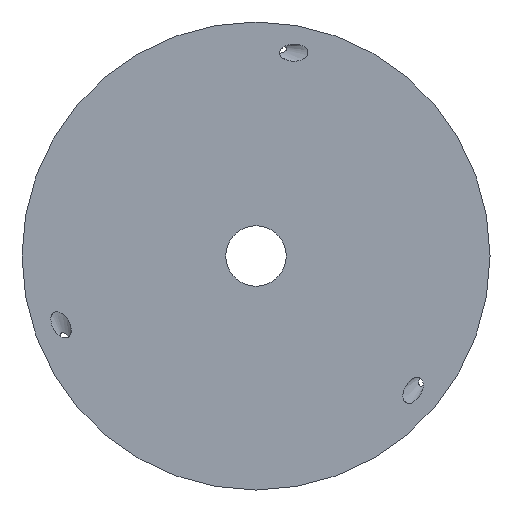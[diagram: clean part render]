
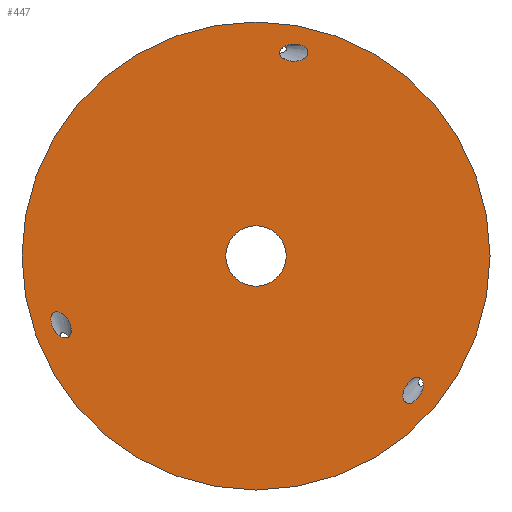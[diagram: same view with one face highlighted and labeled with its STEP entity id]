
A CAD part, front view. The second image highlights one B-rep face of the part: STEP entity #447.
In plain terms, the highlighted planar face has unit normal (0, -1, 0).
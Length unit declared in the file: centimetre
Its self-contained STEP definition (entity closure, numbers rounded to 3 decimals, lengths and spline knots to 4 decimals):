
#21=B_SPLINE_CURVE_WITH_KNOTS('',3,(#891,#892,#893,#894,#895,#896,#897,
#898,#899,#900,#901,#902,#903,#904,#905),.UNSPECIFIED.,.T.,.F.,(4,1,1,1,
1,1,1,1,1,1,1,1,4),(0.,0.0714,0.1429,0.2857,
0.4286,0.4524,0.5476,0.5714,
0.7143,0.7857,0.8571,0.9286,
1.),.UNSPECIFIED.);
#22=B_SPLINE_CURVE_WITH_KNOTS('',3,(#912,#913,#914,#915,#916,#917,#918,
#919,#920,#921,#922,#923,#924,#925,#926,#927),.UNSPECIFIED.,.T.,.F.,(4,
1,1,1,1,1,1,1,1,1,1,1,1,4),(0.,0.0714,0.1429,0.2143,
0.2857,0.4286,0.5476,0.5714,
0.6429,0.7143,0.7857,0.8571,
0.9286,1.),.UNSPECIFIED.);
#23=B_SPLINE_CURVE_WITH_KNOTS('',3,(#929,#930,#931,#932,#933,#934,#935,
#936,#937,#938,#939,#940,#941,#942,#943),.UNSPECIFIED.,.T.,.F.,(4,1,1,1,
1,1,1,1,1,1,1,1,4),(-1.,-0.9286,-0.8571,-0.7857,
-0.7143,-0.5714,-0.5476,-0.4524,
-0.4286,-0.2857,-0.1429,-0.0714,
0.),.UNSPECIFIED.);
#45=FACE_BOUND('',#160,.T.);
#46=FACE_BOUND('',#161,.T.);
#47=FACE_BOUND('',#162,.T.);
#48=FACE_BOUND('',#163,.T.);
#121=FACE_OUTER_BOUND('',#159,.T.);
#159=EDGE_LOOP('',(#344));
#160=EDGE_LOOP('',(#345));
#161=EDGE_LOOP('',(#346));
#162=EDGE_LOOP('',(#347));
#163=EDGE_LOOP('',(#348));
#191=CIRCLE('',#491,4.65);
#198=CIRCLE('',#504,0.6);
#219=VERTEX_POINT('',#687);
#228=VERTEX_POINT('',#890);
#230=VERTEX_POINT('',#911);
#231=VERTEX_POINT('',#928);
#232=VERTEX_POINT('',#944);
#260=EDGE_CURVE('',#219,#219,#191,.T.);
#271=EDGE_CURVE('',#228,#228,#21,.T.);
#274=EDGE_CURVE('',#230,#230,#22,.T.);
#275=EDGE_CURVE('',#231,#231,#23,.T.);
#276=EDGE_CURVE('',#232,#232,#198,.T.);
#344=ORIENTED_EDGE('',*,*,#260,.T.);
#345=ORIENTED_EDGE('',*,*,#274,.F.);
#346=ORIENTED_EDGE('',*,*,#275,.T.);
#347=ORIENTED_EDGE('',*,*,#276,.T.);
#348=ORIENTED_EDGE('',*,*,#271,.F.);
#429=PLANE('',#503);
#447=ADVANCED_FACE('',(#121,#45,#46,#47,#48),#429,.T.);
#491=AXIS2_PLACEMENT_3D('',#689,#557,#558);
#503=AXIS2_PLACEMENT_3D('',#910,#584,#585);
#504=AXIS2_PLACEMENT_3D('',#945,#586,#587);
#557=DIRECTION('center_axis',(0.,-1.,0.));
#558=DIRECTION('ref_axis',(1.,0.,0.));
#584=DIRECTION('center_axis',(0.,-1.,0.));
#585=DIRECTION('ref_axis',(0.,0.,-1.));
#586=DIRECTION('center_axis',(0.,1.,0.));
#587=DIRECTION('ref_axis',(0.,0.,1.));
#687=CARTESIAN_POINT('',(-17.65,0.1,-0.2));
#689=CARTESIAN_POINT('Origin',(-13.,0.1,-0.2));
#890=CARTESIAN_POINT('',(-16.733,0.1,-1.8115));
#891=CARTESIAN_POINT('Ctrl Pts',(-16.733,0.1,-1.8115));
#892=CARTESIAN_POINT('Ctrl Pts',(-16.7112,0.1,-1.7989));
#893=CARTESIAN_POINT('Ctrl Pts',(-16.6774,0.1,-1.757));
#894=CARTESIAN_POINT('Ctrl Pts',(-16.6603,0.1,-1.6237));
#895=CARTESIAN_POINT('Ctrl Pts',(-16.7467,0.1,-1.412));
#896=CARTESIAN_POINT('Ctrl Pts',(-16.8905,0.1,-1.3133));
#897=CARTESIAN_POINT('Ctrl Pts',(-16.9936,0.1,-1.3078));
#898=CARTESIAN_POINT('Ctrl Pts',(-17.039,0.1,-1.334));
#899=CARTESIAN_POINT('Ctrl Pts',(-17.0858,0.1,-1.4262));
#900=CARTESIAN_POINT('Ctrl Pts',(-17.0752,0.1,-1.5593));
#901=CARTESIAN_POINT('Ctrl Pts',(-16.9882,0.1,-1.709));
#902=CARTESIAN_POINT('Ctrl Pts',(-16.9011,0.1,-1.7931));
#903=CARTESIAN_POINT('Ctrl Pts',(-16.8081,0.1,-1.8327));
#904=CARTESIAN_POINT('Ctrl Pts',(-16.7549,0.1,-1.8241));
#905=CARTESIAN_POINT('Ctrl Pts',(-16.733,0.1,-1.8115));
#910=CARTESIAN_POINT('Origin',(-13.,0.1,-0.2));
#911=CARTESIAN_POINT('',(-9.7379,0.1,-2.6271));
#912=CARTESIAN_POINT('Ctrl Pts',(-9.7379,0.1,-2.6271));
#913=CARTESIAN_POINT('Ctrl Pts',(-9.7597,0.1,-2.6145));
#914=CARTESIAN_POINT('Ctrl Pts',(-9.8129,0.1,-2.606));
#915=CARTESIAN_POINT('Ctrl Pts',(-9.9059,0.1,-2.6455));
#916=CARTESIAN_POINT('Ctrl Pts',(-9.9931,0.1,-2.7296));
#917=CARTESIAN_POINT('Ctrl Pts',(-10.0801,0.1,-2.8792));
#918=CARTESIAN_POINT('Ctrl Pts',(-10.0948,0.1,-3.0661));
#919=CARTESIAN_POINT('Ctrl Pts',(-10.0076,0.1,-3.1316));
#920=CARTESIAN_POINT('Ctrl Pts',(-9.9233,0.1,-3.1265));
#921=CARTESIAN_POINT('Ctrl Pts',(-9.8511,0.1,-3.0959));
#922=CARTESIAN_POINT('Ctrl Pts',(-9.7636,0.1,-3.0117));
#923=CARTESIAN_POINT('Ctrl Pts',(-9.699,0.1,-2.8996));
#924=CARTESIAN_POINT('Ctrl Pts',(-9.6698,0.1,-2.7818));
#925=CARTESIAN_POINT('Ctrl Pts',(-9.682,0.1,-2.6816));
#926=CARTESIAN_POINT('Ctrl Pts',(-9.716,0.1,-2.6398));
#927=CARTESIAN_POINT('Ctrl Pts',(-9.7379,0.1,-2.6271));
#928=CARTESIAN_POINT('',(-12.5291,0.1,3.8387));
#929=CARTESIAN_POINT('Ctrl Pts',(-12.5291,0.1,3.8387));
#930=CARTESIAN_POINT('Ctrl Pts',(-12.5291,0.1,3.8639));
#931=CARTESIAN_POINT('Ctrl Pts',(-12.5099,0.1,3.9142));
#932=CARTESIAN_POINT('Ctrl Pts',(-12.4291,0.1,3.975));
#933=CARTESIAN_POINT('Ctrl Pts',(-12.3128,0.1,4.0084));
#934=CARTESIAN_POINT('Ctrl Pts',(-12.1396,0.1,4.0089));
#935=CARTESIAN_POINT('Ctrl Pts',(-12.019,0.1,3.9515));
#936=CARTESIAN_POINT('Ctrl Pts',(-11.9626,0.1,3.8649));
#937=CARTESIAN_POINT('Ctrl Pts',(-11.9626,0.1,3.8125));
#938=CARTESIAN_POINT('Ctrl Pts',(-12.0189,0.1,3.7259));
#939=CARTESIAN_POINT('Ctrl Pts',(-12.1763,0.1,3.6507));
#940=CARTESIAN_POINT('Ctrl Pts',(-12.4028,0.1,3.6818));
#941=CARTESIAN_POINT('Ctrl Pts',(-12.5097,0.1,3.7632));
#942=CARTESIAN_POINT('Ctrl Pts',(-12.5291,0.1,3.8134));
#943=CARTESIAN_POINT('Ctrl Pts',(-12.5291,0.1,3.8387));
#944=CARTESIAN_POINT('',(-13.,0.1,-0.8));
#945=CARTESIAN_POINT('Origin',(-13.,0.1,-0.2));
